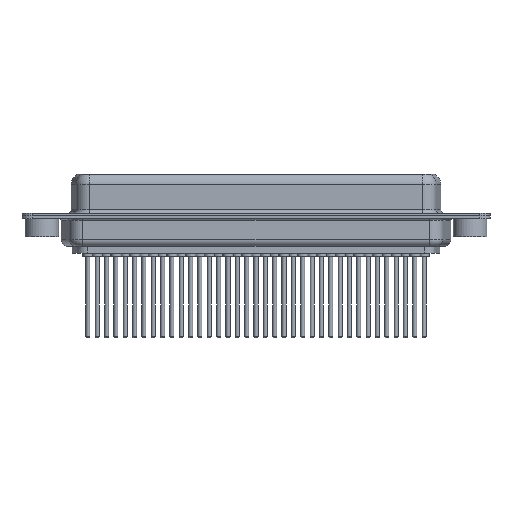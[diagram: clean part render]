
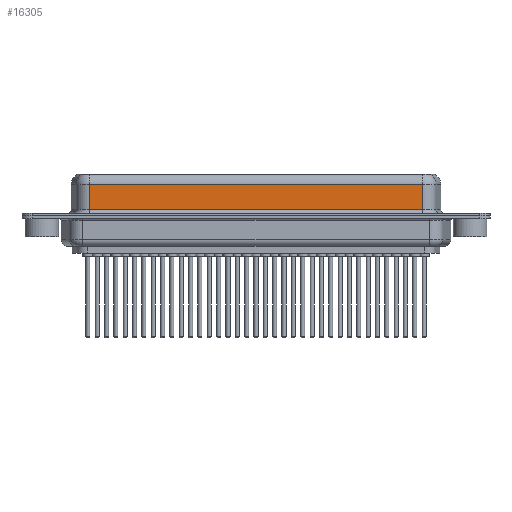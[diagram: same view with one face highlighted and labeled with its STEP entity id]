
A CAD part, front view. The second image highlights one B-rep face of the part: STEP entity #16305.
In plain terms, the highlighted planar face has unit normal (0, -1, 0).
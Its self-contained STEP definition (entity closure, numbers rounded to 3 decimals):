
#822 = CARTESIAN_POINT ( 'NONE',  ( 56.462, -3.95, 6.4 ) ) ;
#935 = VERTEX_POINT ( 'NONE', #1403 ) ;
#1403 = CARTESIAN_POINT ( 'NONE',  ( 7.038, -3.95, 4.65 ) ) ;
#1567 = CARTESIAN_POINT ( 'NONE',  ( 56.462, -3.95, 0.9 ) ) ;
#2330 = CARTESIAN_POINT ( 'NONE',  ( 7.038, -3.95, 6.4 ) ) ;
#3086 = PLANE ( 'NONE',  #16632 ) ;
#3247 = EDGE_CURVE ( 'NONE', #22879, #10497, #25813, .T. ) ;
#5748 = DIRECTION ( 'NONE',  ( 1., 0., 0. ) ) ;
#5757 = VECTOR ( 'NONE', #5748, 1000. ) ;
#6638 = LINE ( 'NONE', #2330, #7714 ) ;
#7012 = DIRECTION ( 'NONE',  ( 0., 1., 0. ) ) ;
#7283 = VECTOR ( 'NONE', #20095, 1000. ) ;
#7714 = VECTOR ( 'NONE', #19038, 1000. ) ;
#7903 = EDGE_LOOP ( 'NONE', ( #11749, #17071, #23131, #8029 ) ) ;
#7934 = CARTESIAN_POINT ( 'NONE',  ( 56.462, -3.95, 4.65 ) ) ;
#8029 = ORIENTED_EDGE ( 'NONE', *, *, #3247, .T. ) ;
#8114 = CARTESIAN_POINT ( 'NONE',  ( 7.038, -3.95, 0.9 ) ) ;
#9623 = DIRECTION ( 'NONE',  ( 0., 0., -1. ) ) ;
#10497 = VERTEX_POINT ( 'NONE', #23589 ) ;
#11478 = CARTESIAN_POINT ( 'NONE',  ( 56.462, -3.95, 6.4 ) ) ;
#11749 = ORIENTED_EDGE ( 'NONE', *, *, #24983, .F. ) ;
#13916 = LINE ( 'NONE', #20365, #7283 ) ;
#15302 = EDGE_CURVE ( 'NONE', #18615, #935, #13916, .T. ) ;
#16305 = ADVANCED_FACE ( 'NONE', ( #19664 ), #3086, .F. ) ;
#16632 = AXIS2_PLACEMENT_3D ( 'NONE', #822, #7012, #21665 ) ;
#17071 = ORIENTED_EDGE ( 'NONE', *, *, #15302, .T. ) ;
#18615 = VERTEX_POINT ( 'NONE', #7934 ) ;
#19038 = DIRECTION ( 'NONE',  ( 0., 0., -1. ) ) ;
#19664 = FACE_OUTER_BOUND ( 'NONE', #7903, .T. ) ;
#20095 = DIRECTION ( 'NONE',  ( -1., 0., 0. ) ) ;
#20365 = CARTESIAN_POINT ( 'NONE',  ( 56.462, -3.95, 4.65 ) ) ;
#21665 = DIRECTION ( 'NONE',  ( -1., 0., 0. ) ) ;
#22207 = EDGE_CURVE ( 'NONE', #935, #22879, #6638, .T. ) ;
#22879 = VERTEX_POINT ( 'NONE', #8114 ) ;
#23131 = ORIENTED_EDGE ( 'NONE', *, *, #22207, .T. ) ;
#23589 = CARTESIAN_POINT ( 'NONE',  ( 56.462, -3.95, 0.9 ) ) ;
#23995 = LINE ( 'NONE', #11478, #25403 ) ;
#24983 = EDGE_CURVE ( 'NONE', #18615, #10497, #23995, .T. ) ;
#25403 = VECTOR ( 'NONE', #9623, 1000. ) ;
#25813 = LINE ( 'NONE', #1567, #5757 ) ;
